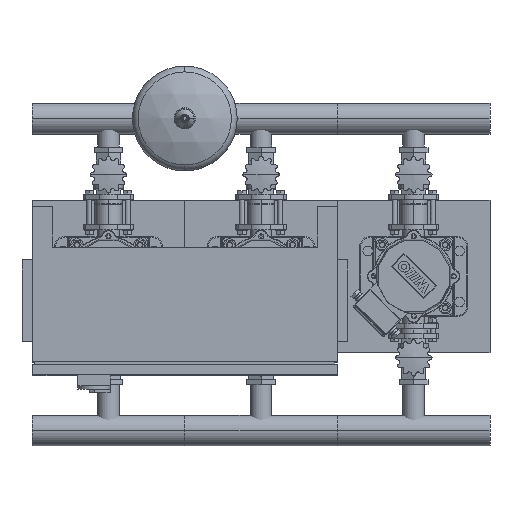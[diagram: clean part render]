
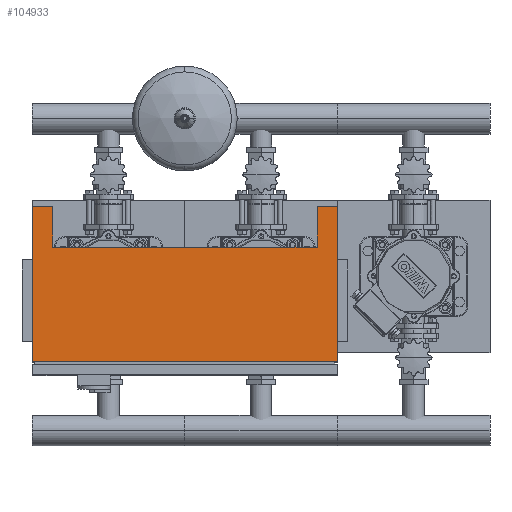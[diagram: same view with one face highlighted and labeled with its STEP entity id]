
A CAD part, top view. The second image highlights one B-rep face of the part: STEP entity #104933.
In plain terms, the highlighted planar face has unit normal (0, 0, 1).
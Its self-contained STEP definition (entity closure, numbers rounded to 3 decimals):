
#103581=CARTESIAN_POINT('',(560.0,134.909,1670.0));
#103582=VERTEX_POINT('',#103581);
#103583=CARTESIAN_POINT('',(600.0,134.909,1670.0));
#103584=VERTEX_POINT('',#103583);
#103585=CARTESIAN_POINT('',(560.0,134.909,1670.0));
#103586=DIRECTION('',(1.0,0.0,0.0));
#103587=VECTOR('',#103586,40.0);
#103588=LINE('',#103585,#103587);
#103589=EDGE_CURVE('',#103582,#103584,#103588,.T.);
#103643=CARTESIAN_POINT('',(560.0,54.909,1670.0));
#103644=VERTEX_POINT('',#103643);
#103651=CARTESIAN_POINT('',(560.0,134.909,1670.0));
#103652=DIRECTION('',(0.0,-1.0,0.0));
#103653=VECTOR('',#103652,80.0);
#103654=LINE('',#103651,#103653);
#103655=EDGE_CURVE('',#103582,#103644,#103654,.T.);
#103678=CARTESIAN_POINT('',(0.,134.909,1670.0));
#103679=VERTEX_POINT('',#103678);
#103686=CARTESIAN_POINT('',(40.,134.909,1670.0));
#103687=VERTEX_POINT('',#103686);
#103688=CARTESIAN_POINT('',(40.,134.909,1670.0));
#103689=DIRECTION('',(-1.0,0.0,0.0));
#103690=VECTOR('',#103689,40.0);
#103691=LINE('',#103688,#103690);
#103692=EDGE_CURVE('',#103687,#103679,#103691,.T.);
#103755=CARTESIAN_POINT('',(40.,54.909,1670.0));
#103756=VERTEX_POINT('',#103755);
#103757=CARTESIAN_POINT('',(40.,134.909,1670.0));
#103758=DIRECTION('',(0.0,-1.0,0.0));
#103759=VECTOR('',#103758,80.0);
#103760=LINE('',#103757,#103759);
#103761=EDGE_CURVE('',#103687,#103756,#103760,.T.);
#103803=CARTESIAN_POINT('',(560.0,54.909,1670.0));
#103804=DIRECTION('',(-1.0,0.0,0.0));
#103805=VECTOR('',#103804,520.0);
#103806=LINE('',#103803,#103805);
#103807=EDGE_CURVE('',#103644,#103756,#103806,.T.);
#104867=CARTESIAN_POINT('',(600.0,-170.091,1670.0));
#104868=VERTEX_POINT('',#104867);
#104877=CARTESIAN_POINT('',(0.,-170.091,1670.0));
#104878=VERTEX_POINT('',#104877);
#104879=CARTESIAN_POINT('',(0.,-170.091,1670.0));
#104880=DIRECTION('',(1.0,0.0,0.0));
#104881=VECTOR('',#104880,600.0);
#104882=LINE('',#104879,#104881);
#104883=EDGE_CURVE('',#104878,#104868,#104882,.T.);
#104908=CARTESIAN_POINT('',(0.,54.909,1670.0));
#104909=DIRECTION('',(0.0,0.0,1.0));
#104910=DIRECTION('',(0.0,-1.0,0.0));
#104911=AXIS2_PLACEMENT_3D('',#104908,#104909,#104910);
#104912=PLANE('',#104911);
#104913=ORIENTED_EDGE('',*,*,#104883,.T.);
#104914=CARTESIAN_POINT('',(600.0,134.909,1670.0));
#104915=DIRECTION('',(0.0,-1.0,0.0));
#104916=VECTOR('',#104915,305.0);
#104917=LINE('',#104914,#104916);
#104918=EDGE_CURVE('',#103584,#104868,#104917,.T.);
#104919=ORIENTED_EDGE('',*,*,#104918,.F.);
#104920=ORIENTED_EDGE('',*,*,#103589,.F.);
#104921=ORIENTED_EDGE('',*,*,#103655,.T.);
#104922=ORIENTED_EDGE('',*,*,#103807,.T.);
#104923=ORIENTED_EDGE('',*,*,#103761,.F.);
#104924=ORIENTED_EDGE('',*,*,#103692,.T.);
#104925=CARTESIAN_POINT('',(0.,134.909,1670.0));
#104926=DIRECTION('',(0.0,-1.0,0.0));
#104927=VECTOR('',#104926,305.0);
#104928=LINE('',#104925,#104927);
#104929=EDGE_CURVE('',#103679,#104878,#104928,.T.);
#104930=ORIENTED_EDGE('',*,*,#104929,.T.);
#104931=EDGE_LOOP('',(#104913,#104919,#104920,#104921,#104922,#104923,#104924,#104930));
#104932=FACE_OUTER_BOUND('',#104931,.T.);
#104933=ADVANCED_FACE('',(#104932),#104912,.T.);
